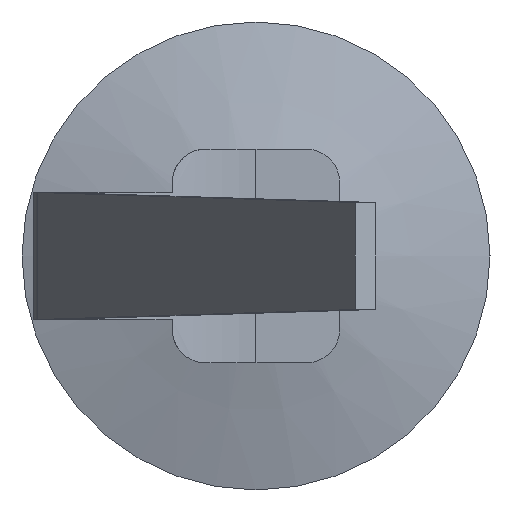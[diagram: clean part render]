
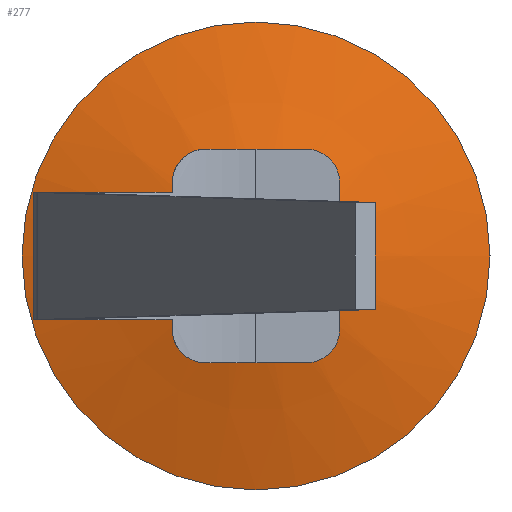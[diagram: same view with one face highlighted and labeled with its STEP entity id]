
A CAD part, front view. The second image highlights one B-rep face of the part: STEP entity #277.
In plain terms, the highlighted conical face has half-angle 75 degrees and reference radius 2.909 mm.
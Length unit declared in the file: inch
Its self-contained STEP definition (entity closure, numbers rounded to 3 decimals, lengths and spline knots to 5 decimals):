
#88=CONICAL_SURFACE('',#1195,0.11452,75.);
#173=CIRCLE('',#1191,0.11452);
#175=CIRCLE('',#1194,0.35);
#277=ADVANCED_FACE('',(#330,#331),#88,.T.);
#330=FACE_BOUND('',#395,.T.);
#331=FACE_BOUND('',#396,.T.);
#395=EDGE_LOOP('',(#675));
#396=EDGE_LOOP('',(#676));
#675=ORIENTED_EDGE('',*,*,#914,.F.);
#676=ORIENTED_EDGE('',*,*,#912,.T.);
#772=VERTEX_POINT('',#1878);
#774=VERTEX_POINT('',#1883);
#912=EDGE_CURVE('',#772,#772,#173,.T.);
#914=EDGE_CURVE('',#774,#774,#175,.T.);
#1191=AXIS2_PLACEMENT_3D('',#1877,#1464,#1465);
#1194=AXIS2_PLACEMENT_3D('',#1882,#1470,#1471);
#1195=AXIS2_PLACEMENT_3D('',#1884,#1472,#1473);
#1464=DIRECTION('',(0.,1.,0.));
#1465=DIRECTION('',(-1.,0.,0.));
#1470=DIRECTION('',(0.,1.,0.));
#1471=DIRECTION('',(-1.,0.,0.));
#1472=DIRECTION('',(0.,1.,0.));
#1473=DIRECTION('',(-1.,0.,0.));
#1877=CARTESIAN_POINT('',(0.3335,0.75155,0.));
#1878=CARTESIAN_POINT('',(0.21897,0.75155,0.));
#1882=CARTESIAN_POINT('',(0.3335,0.81464,0.));
#1883=CARTESIAN_POINT('',(-0.0165,0.81464,0.));
#1884=CARTESIAN_POINT('',(0.3335,0.75155,0.));
